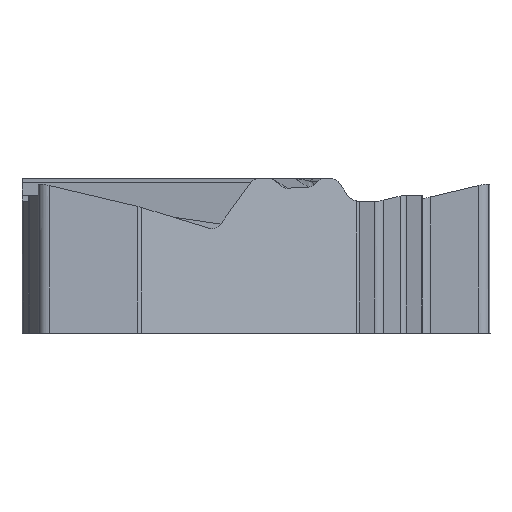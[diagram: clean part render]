
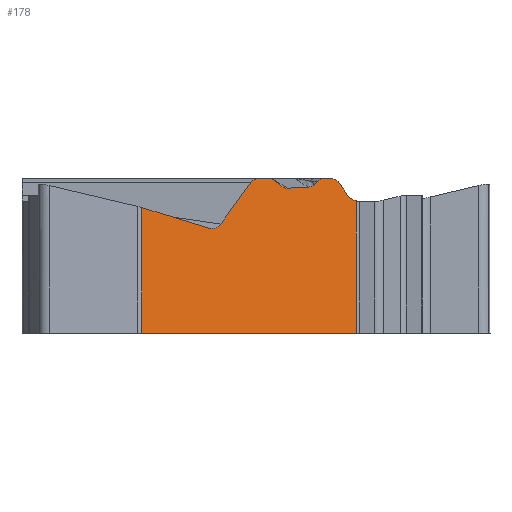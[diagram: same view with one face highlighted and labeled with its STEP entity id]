
A CAD part, front view. The second image highlights one B-rep face of the part: STEP entity #178.
In plain terms, the highlighted planar face has unit normal (0.5, -0.866, 0).
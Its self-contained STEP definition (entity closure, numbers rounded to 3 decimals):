
#178=ADVANCED_FACE('',(#326),#273,.F.);
#273=PLANE('',#2089);
#326=FACE_OUTER_BOUND('',#427,.T.);
#427=EDGE_LOOP('',(#974,#975,#976,#977,#978,#979,#980,#981,#982,#983,#984,
#985,#986,#987,#988,#989,#990,#991,#992));
#571=LINE('',#3492,#742);
#572=LINE('',#3494,#743);
#573=LINE('',#3496,#744);
#574=LINE('',#3498,#745);
#575=LINE('',#3502,#746);
#576=LINE('',#3506,#747);
#577=LINE('',#3510,#748);
#578=LINE('',#3526,#749);
#579=LINE('',#3542,#750);
#580=LINE('',#3546,#751);
#581=LINE('',#3550,#752);
#742=VECTOR('',#2382,1.);
#743=VECTOR('',#2383,1.);
#744=VECTOR('',#2384,1.);
#745=VECTOR('',#2385,1.);
#746=VECTOR('',#2388,1.);
#747=VECTOR('',#2391,1.);
#748=VECTOR('',#2394,1.);
#749=VECTOR('',#2395,1.);
#750=VECTOR('',#2396,1.);
#751=VECTOR('',#2399,1.);
#752=VECTOR('',#2402,1.);
#974=ORIENTED_EDGE('',*,*,#1727,.T.);
#975=ORIENTED_EDGE('',*,*,#1728,.F.);
#976=ORIENTED_EDGE('',*,*,#1729,.T.);
#977=ORIENTED_EDGE('',*,*,#1730,.F.);
#978=ORIENTED_EDGE('',*,*,#1731,.T.);
#979=ORIENTED_EDGE('',*,*,#1732,.T.);
#980=ORIENTED_EDGE('',*,*,#1733,.F.);
#981=ORIENTED_EDGE('',*,*,#1734,.F.);
#982=ORIENTED_EDGE('',*,*,#1735,.F.);
#983=ORIENTED_EDGE('',*,*,#1736,.F.);
#984=ORIENTED_EDGE('',*,*,#1737,.F.);
#985=ORIENTED_EDGE('',*,*,#1738,.F.);
#986=ORIENTED_EDGE('',*,*,#1739,.F.);
#987=ORIENTED_EDGE('',*,*,#1740,.F.);
#988=ORIENTED_EDGE('',*,*,#1741,.F.);
#989=ORIENTED_EDGE('',*,*,#1742,.F.);
#990=ORIENTED_EDGE('',*,*,#1743,.F.);
#991=ORIENTED_EDGE('',*,*,#1744,.F.);
#992=ORIENTED_EDGE('',*,*,#1745,.F.);
#1518=VERTEX_POINT('',#3490);
#1519=VERTEX_POINT('',#3491);
#1520=VERTEX_POINT('',#3493);
#1521=VERTEX_POINT('',#3495);
#1522=VERTEX_POINT('',#3497);
#1523=VERTEX_POINT('',#3499);
#1524=VERTEX_POINT('',#3501);
#1525=VERTEX_POINT('',#3503);
#1526=VERTEX_POINT('',#3505);
#1527=VERTEX_POINT('',#3507);
#1528=VERTEX_POINT('',#3509);
#1529=VERTEX_POINT('',#3511);
#1530=VERTEX_POINT('',#3525);
#1531=VERTEX_POINT('',#3527);
#1532=VERTEX_POINT('',#3541);
#1533=VERTEX_POINT('',#3543);
#1534=VERTEX_POINT('',#3545);
#1535=VERTEX_POINT('',#3547);
#1536=VERTEX_POINT('',#3549);
#1727=EDGE_CURVE('',#1518,#1519,#1947,.T.);
#1728=EDGE_CURVE('',#1520,#1519,#571,.T.);
#1729=EDGE_CURVE('',#1520,#1521,#572,.T.);
#1730=EDGE_CURVE('',#1522,#1521,#573,.T.);
#1731=EDGE_CURVE('',#1522,#1523,#574,.T.);
#1732=EDGE_CURVE('',#1523,#1524,#1948,.T.);
#1733=EDGE_CURVE('',#1525,#1524,#575,.T.);
#1734=EDGE_CURVE('',#1526,#1525,#1949,.T.);
#1735=EDGE_CURVE('',#1527,#1526,#576,.T.);
#1736=EDGE_CURVE('',#1528,#1527,#1950,.T.);
#1737=EDGE_CURVE('',#1529,#1528,#577,.T.);
#1738=EDGE_CURVE('',#1530,#1529,#1984,.T.);
#1739=EDGE_CURVE('',#1531,#1530,#578,.T.);
#1740=EDGE_CURVE('',#1532,#1531,#1985,.T.);
#1741=EDGE_CURVE('',#1533,#1532,#579,.T.);
#1742=EDGE_CURVE('',#1534,#1533,#1951,.T.);
#1743=EDGE_CURVE('',#1535,#1534,#580,.T.);
#1744=EDGE_CURVE('',#1536,#1535,#1952,.T.);
#1745=EDGE_CURVE('',#1518,#1536,#581,.T.);
#1947=ELLIPSE('',#2083,0.373,0.33);
#1948=ELLIPSE('',#2084,0.396,0.33);
#1949=ELLIPSE('',#2085,0.283,0.25);
#1950=ELLIPSE('',#2086,0.246,0.246);
#1951=ELLIPSE('',#2087,0.278,0.25);
#1952=ELLIPSE('',#2088,0.295,0.25);
#1984=B_SPLINE_CURVE_WITH_KNOTS('',3,(#3512,#3513,#3514,#3515,#3516,#3517,
#3518,#3519,#3520,#3521,#3522,#3523,#3524),.UNSPECIFIED.,.F.,.F.,(4,3,3,
3,4),(0.,0.249,0.498,0.746,1.),
 .UNSPECIFIED.);
#1985=B_SPLINE_CURVE_WITH_KNOTS('',3,(#3528,#3529,#3530,#3531,#3532,#3533,
#3534,#3535,#3536,#3537,#3538,#3539,#3540),.UNSPECIFIED.,.F.,.F.,(4,3,3,
3,4),(0.,0.234,0.468,0.701,1.),
 .UNSPECIFIED.);
#2083=AXIS2_PLACEMENT_3D('',#3489,#2380,#2381);
#2084=AXIS2_PLACEMENT_3D('',#3500,#2386,#2387);
#2085=AXIS2_PLACEMENT_3D('',#3504,#2389,#2390);
#2086=AXIS2_PLACEMENT_3D('',#3508,#2392,#2393);
#2087=AXIS2_PLACEMENT_3D('',#3544,#2397,#2398);
#2088=AXIS2_PLACEMENT_3D('',#3548,#2400,#2401);
#2089=AXIS2_PLACEMENT_3D('',#3551,#2403,#2404);
#2380=DIRECTION('',(-0.5,0.866,0.));
#2381=DIRECTION('',(0.837,0.483,-0.259));
#2382=DIRECTION('',(0.837,0.483,-0.259));
#2383=DIRECTION('',(0.,0.,-1.));
#2384=DIRECTION('',(-0.866,-0.5,0.));
#2385=DIRECTION('',(0.,0.,1.));
#2386=DIRECTION('',(-0.5,0.866,0.));
#2387=DIRECTION('',(0.845,0.488,-0.218));
#2388=DIRECTION('',(0.544,0.314,-0.778));
#2389=DIRECTION('',(-0.5,0.866,0.));
#2390=DIRECTION('',(-0.866,-0.5,0.));
#2391=DIRECTION('',(0.866,0.5,0.));
#2392=DIRECTION('',(-0.5,0.866,0.));
#2393=DIRECTION('',(0.866,0.5,0.));
#2394=DIRECTION('',(0.658,0.38,0.651));
#2395=DIRECTION('',(0.865,0.5,0.043));
#2396=DIRECTION('',(0.686,0.396,-0.611));
#2397=DIRECTION('',(-0.5,0.866,0.));
#2398=DIRECTION('',(-0.866,-0.5,0.));
#2399=DIRECTION('',(0.866,0.5,0.));
#2400=DIRECTION('',(-0.5,0.866,0.));
#2401=DIRECTION('',(-0.866,-0.5,0.));
#2402=DIRECTION('',(0.557,0.322,0.765));
#2403=DIRECTION('',(-0.5,0.866,0.));
#2404=DIRECTION('',(0.,0.,-1.));
#3489=CARTESIAN_POINT('',(0.267,-5.345,-0.853));
#3490=CARTESIAN_POINT('',(0.528,-5.195,-1.064));
#3491=CARTESIAN_POINT('',(0.193,-5.388,-1.172));
#3492=CARTESIAN_POINT('',(4.545,-2.875,-2.518));
#3493=CARTESIAN_POINT('',(-1.569,-6.405,-0.627));
#3494=CARTESIAN_POINT('',(-1.569,-6.405,-5.47));
#3495=CARTESIAN_POINT('',(-1.569,-6.405,-3.97));
#3496=CARTESIAN_POINT('',(-0.367,-5.711,-3.97));
#3497=CARTESIAN_POINT('',(4.138,-3.11,-3.97));
#3498=CARTESIAN_POINT('',(4.138,-3.11,3.14));
#3499=CARTESIAN_POINT('',(4.138,-3.11,-0.449));
#3500=CARTESIAN_POINT('',(4.183,-3.084,-0.123));
#3501=CARTESIAN_POINT('',(3.907,-3.244,-0.297));
#3502=CARTESIAN_POINT('',(2.094,-4.29,2.295));
#3503=CARTESIAN_POINT('',(3.675,-3.378,0.035));
#3504=CARTESIAN_POINT('',(3.475,-3.493,-0.11));
#3505=CARTESIAN_POINT('',(3.475,-3.493,0.14));
#3506=CARTESIAN_POINT('',(-0.367,-5.711,0.14));
#3507=CARTESIAN_POINT('',(3.253,-3.621,0.14));
#3508=CARTESIAN_POINT('',(3.253,-3.621,-0.106));
#3509=CARTESIAN_POINT('',(3.114,-3.701,0.081));
#3510=CARTESIAN_POINT('',(1.072,-4.88,-1.939));
#3511=CARTESIAN_POINT('',(3.029,-3.75,-0.003));
#3512=CARTESIAN_POINT('',(2.857,-3.85,-0.082));
#3513=CARTESIAN_POINT('',(2.873,-3.841,-0.081));
#3514=CARTESIAN_POINT('',(2.888,-3.832,-0.078));
#3515=CARTESIAN_POINT('',(2.904,-3.823,-0.075));
#3516=CARTESIAN_POINT('',(2.919,-3.814,-0.071));
#3517=CARTESIAN_POINT('',(2.934,-3.805,-0.066));
#3518=CARTESIAN_POINT('',(2.949,-3.797,-0.059));
#3519=CARTESIAN_POINT('',(2.963,-3.789,-0.052));
#3520=CARTESIAN_POINT('',(2.977,-3.78,-0.044));
#3521=CARTESIAN_POINT('',(2.99,-3.773,-0.035));
#3522=CARTESIAN_POINT('',(3.004,-3.765,-0.026));
#3523=CARTESIAN_POINT('',(3.017,-3.757,-0.015));
#3524=CARTESIAN_POINT('',(3.029,-3.75,-0.003));
#3525=CARTESIAN_POINT('',(2.857,-3.85,-0.082));
#3526=CARTESIAN_POINT('',(-0.358,-5.706,-0.24));
#3527=CARTESIAN_POINT('',(2.296,-4.173,-0.109));
#3528=CARTESIAN_POINT('',(2.124,-4.273,-0.047));
#3529=CARTESIAN_POINT('',(2.136,-4.266,-0.058));
#3530=CARTESIAN_POINT('',(2.148,-4.259,-0.067));
#3531=CARTESIAN_POINT('',(2.161,-4.252,-0.074));
#3532=CARTESIAN_POINT('',(2.173,-4.245,-0.082));
#3533=CARTESIAN_POINT('',(2.186,-4.237,-0.089));
#3534=CARTESIAN_POINT('',(2.2,-4.229,-0.094));
#3535=CARTESIAN_POINT('',(2.214,-4.221,-0.099));
#3536=CARTESIAN_POINT('',(2.228,-4.213,-0.103));
#3537=CARTESIAN_POINT('',(2.242,-4.205,-0.106));
#3538=CARTESIAN_POINT('',(2.26,-4.195,-0.109));
#3539=CARTESIAN_POINT('',(2.278,-4.184,-0.11));
#3540=CARTESIAN_POINT('',(2.296,-4.173,-0.109));
#3541=CARTESIAN_POINT('',(2.124,-4.273,-0.047));
#3542=CARTESIAN_POINT('',(3.988,-3.197,-1.708));
#3543=CARTESIAN_POINT('',(1.982,-4.355,0.08));
#3544=CARTESIAN_POINT('',(1.825,-4.446,-0.11));
#3545=CARTESIAN_POINT('',(1.825,-4.446,0.14));
#3546=CARTESIAN_POINT('',(5.129,-2.538,0.14));
#3547=CARTESIAN_POINT('',(1.536,-4.612,0.14));
#3548=CARTESIAN_POINT('',(1.536,-4.612,-0.11));
#3549=CARTESIAN_POINT('',(1.328,-4.732,0.035));
#3550=CARTESIAN_POINT('',(2.888,-3.832,2.176));
#3551=CARTESIAN_POINT('',(-0.367,-5.711,0.));
